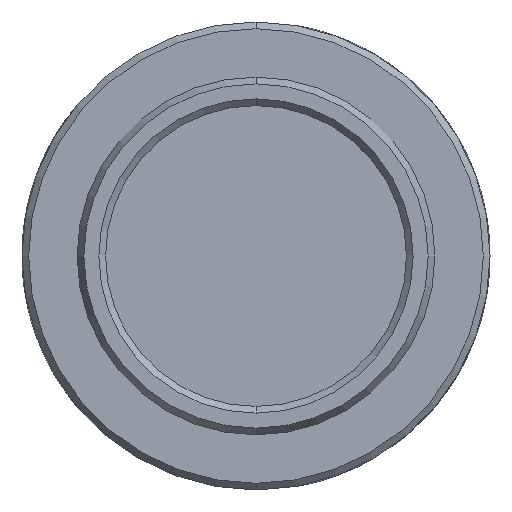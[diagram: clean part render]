
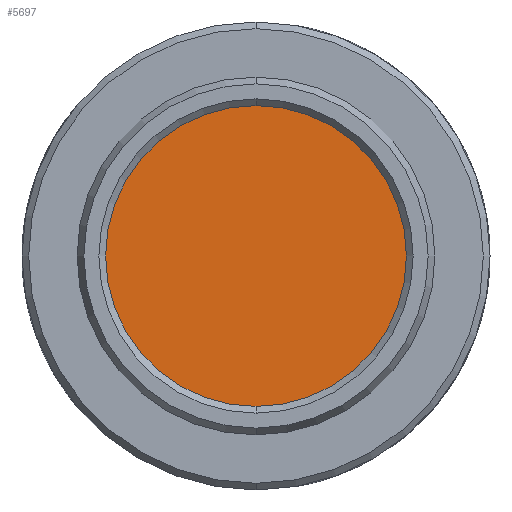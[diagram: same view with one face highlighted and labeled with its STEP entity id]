
A CAD part, left-side view. The second image highlights one B-rep face of the part: STEP entity #5697.
In plain terms, the highlighted planar face has unit normal (-1, 0, 0).
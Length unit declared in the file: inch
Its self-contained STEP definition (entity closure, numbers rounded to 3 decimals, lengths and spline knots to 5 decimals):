
#106 = EDGE_CURVE ( 'NONE', #4329, #2007, #11784, .T. ) ;
#1413 = CARTESIAN_POINT ( 'NONE',  ( -0.095, 0., 0. ) ) ;
#1445 = FACE_OUTER_BOUND ( 'NONE', #2940, .T. ) ;
#2007 = VERTEX_POINT ( 'NONE', #9938 ) ;
#2374 = CARTESIAN_POINT ( 'NONE',  ( -0.095, 0., 0. ) ) ;
#2402 = DIRECTION ( 'NONE',  ( 0., -0.852, 0.524 ) ) ;
#2940 = EDGE_LOOP ( 'NONE', ( #6130, #9055 ) ) ;
#2964 = AXIS2_PLACEMENT_3D ( 'NONE', #10169, #4320, #11151 ) ;
#3356 = DIRECTION ( 'NONE',  ( 1., 0., 0. ) ) ;
#4320 = DIRECTION ( 'NONE',  ( 1., 0., 0. ) ) ;
#4329 = VERTEX_POINT ( 'NONE', #9285 ) ;
#5697 = ADVANCED_FACE ( 'NONE', ( #1445 ), #8214, .F. ) ;
#6130 = ORIENTED_EDGE ( 'NONE', *, *, #7864, .F. ) ;
#7864 = EDGE_CURVE ( 'NONE', #2007, #4329, #8023, .T. ) ;
#8023 = CIRCLE ( 'NONE', #2964, 0.25 ) ;
#8214 = PLANE ( 'NONE',  #10965 ) ;
#8242 = DIRECTION ( 'NONE',  ( 1., 0., 0. ) ) ;
#9055 = ORIENTED_EDGE ( 'NONE', *, *, #106, .F. ) ;
#9285 = CARTESIAN_POINT ( 'NONE',  ( -0.095, 0.21295, -0.13096 ) ) ;
#9938 = CARTESIAN_POINT ( 'NONE',  ( -0.095, -0.21295, 0.13096 ) ) ;
#10169 = CARTESIAN_POINT ( 'NONE',  ( -0.095, 0., 0. ) ) ;
#10176 = DIRECTION ( 'NONE',  ( 0., -0.852, 0.524 ) ) ;
#10965 = AXIS2_PLACEMENT_3D ( 'NONE', #2374, #3356, #10176 ) ;
#11151 = DIRECTION ( 'NONE',  ( 0., -0.852, 0.524 ) ) ;
#11551 = AXIS2_PLACEMENT_3D ( 'NONE', #1413, #8242, #2402 ) ;
#11784 = CIRCLE ( 'NONE', #11551, 0.25 ) ;
